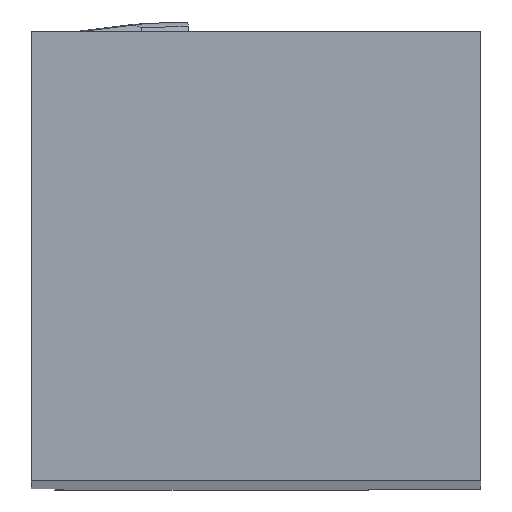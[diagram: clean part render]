
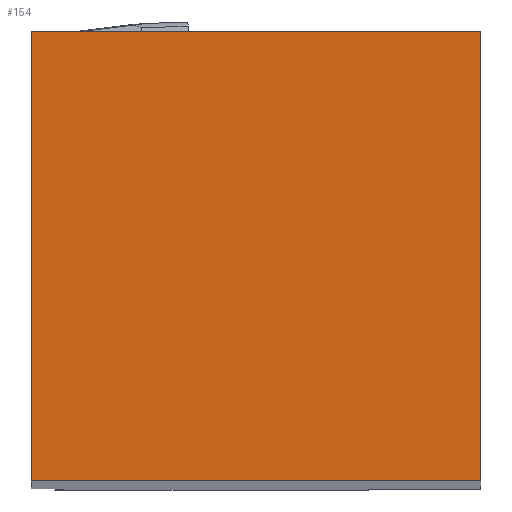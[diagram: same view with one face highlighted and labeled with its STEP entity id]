
A CAD part, top view. The second image highlights one B-rep face of the part: STEP entity #154.
In plain terms, the highlighted planar face has unit normal (0, 0, 1).
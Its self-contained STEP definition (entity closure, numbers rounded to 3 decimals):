
#154=ADVANCED_FACE('',(#227),#195,.F.);
#195=PLANE('',#933);
#227=FACE_OUTER_BOUND('',#261,.T.);
#261=EDGE_LOOP('',(#323,#324,#325,#326));
#323=ORIENTED_EDGE('',*,*,#593,.T.);
#324=ORIENTED_EDGE('',*,*,#594,.F.);
#325=ORIENTED_EDGE('',*,*,#595,.F.);
#326=ORIENTED_EDGE('',*,*,#596,.T.);
#523=VERTEX_POINT('',#1256);
#524=VERTEX_POINT('',#1257);
#525=VERTEX_POINT('',#1259);
#526=VERTEX_POINT('',#1261);
#593=EDGE_CURVE('',#523,#524,#694,.T.);
#594=EDGE_CURVE('',#525,#524,#695,.T.);
#595=EDGE_CURVE('',#526,#525,#696,.T.);
#596=EDGE_CURVE('',#526,#523,#697,.T.);
#694=LINE('',#1255,#777);
#695=LINE('',#1258,#778);
#696=LINE('',#1260,#779);
#697=LINE('',#1262,#780);
#777=VECTOR('',#1025,1.);
#778=VECTOR('',#1026,1.);
#779=VECTOR('',#1027,1.);
#780=VECTOR('',#1028,1.);
#933=AXIS2_PLACEMENT_3D('',#1263,#1029,#1030);
#1025=DIRECTION('',(0.,-1.,0.));
#1026=DIRECTION('',(-1.,0.,0.));
#1027=DIRECTION('',(0.,-1.,0.));
#1028=DIRECTION('',(-1.,0.,0.));
#1029=DIRECTION('',(0.,0.,-1.));
#1030=DIRECTION('',(0.,-1.,0.));
#1255=CARTESIAN_POINT('',(-10.,10.,0.));
#1256=CARTESIAN_POINT('',(-10.,10.,0.));
#1257=CARTESIAN_POINT('',(-10.,0.,0.));
#1258=CARTESIAN_POINT('',(0.,0.,0.));
#1259=CARTESIAN_POINT('',(0.,0.,0.));
#1260=CARTESIAN_POINT('',(0.,10.,0.));
#1261=CARTESIAN_POINT('',(0.,10.,0.));
#1262=CARTESIAN_POINT('',(0.,10.,0.));
#1263=CARTESIAN_POINT('',(0.,10.,0.));
